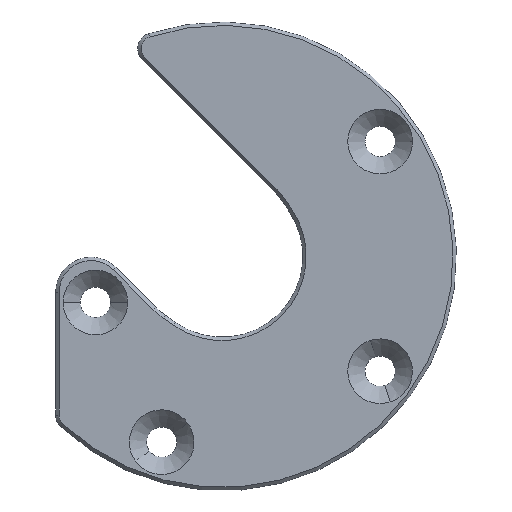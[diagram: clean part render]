
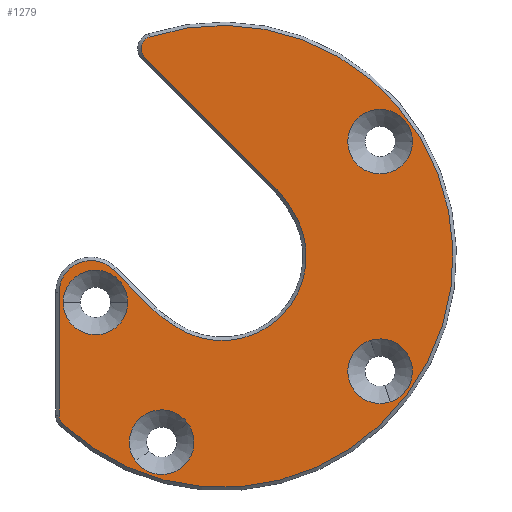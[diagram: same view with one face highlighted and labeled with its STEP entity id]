
A CAD part, front view. The second image highlights one B-rep face of the part: STEP entity #1279.
In plain terms, the highlighted planar face has unit normal (0, -1, 0).
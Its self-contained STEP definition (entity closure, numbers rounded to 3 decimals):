
#54=CARTESIAN_POINT('',(23.461,0.,17.046));
#55=DIRECTION('',(0.,1.,0.));
#56=DIRECTION('',(-1.,0.,0.));
#57=AXIS2_PLACEMENT_3D('',#54,#55,#56);
#63=CARTESIAN_POINT('',(23.461,0.,17.046));
#64=DIRECTION('',(0.,1.,0.));
#65=DIRECTION('',(1.,0.,0.));
#66=AXIS2_PLACEMENT_3D('',#63,#64,#65);
#71=CARTESIAN_POINT('',(23.461,0.,-17.046));
#72=DIRECTION('',(0.,1.,0.));
#73=DIRECTION('',(-0.309,0.,0.951));
#74=AXIS2_PLACEMENT_3D('',#71,#72,#73);
#79=CARTESIAN_POINT('',(23.461,0.,-17.046));
#80=DIRECTION('',(0.,1.,0.));
#81=DIRECTION('',(0.309,0.,-0.951));
#82=AXIS2_PLACEMENT_3D('',#79,#80,#81);
#87=CARTESIAN_POINT('',(-8.961,0.,-27.581));
#88=DIRECTION('',(0.,1.,0.));
#89=DIRECTION('',(0.809,0.,0.588));
#90=AXIS2_PLACEMENT_3D('',#87,#88,#89);
#95=CARTESIAN_POINT('',(-8.961,0.,-27.581));
#96=DIRECTION('',(0.,1.,0.));
#97=DIRECTION('',(-0.809,0.,-0.588));
#98=AXIS2_PLACEMENT_3D('',#95,#96,#97);
#103=DIRECTION('',(0.707,0.,-0.707));
#104=VECTOR('',#103,8.43);
#105=CARTESIAN_POINT('',(-16.091,0.,
-2.011));
#106=LINE('',#105,#104);
#110=CARTESIAN_POINT('',(-2.706,0.,-0.547));
#111=DIRECTION('',(0.,-1.,0.));
#112=DIRECTION('',(-0.707,0.,-0.707));
#113=AXIS2_PLACEMENT_3D('',#110,#111,#112);
#118=DIRECTION('',(0.819,0.,-0.574));
#119=VECTOR('',#118,1.903);
#120=CARTESIAN_POINT('',(-8.728,0.,
-9.148));
#121=LINE('',#120,#119);
#125=CARTESIAN_POINT('',(0.,0.,0.));
#126=DIRECTION('',(0.,-1.,0.));
#127=DIRECTION('',(-0.574,0.,-0.819));
#128=AXIS2_PLACEMENT_3D('',#125,#126,#127);
#133=DIRECTION('',(-0.574,0.,0.819));
#134=VECTOR('',#133,1.903);
#135=CARTESIAN_POINT('',(10.239,0.,7.17));
#136=LINE('',#135,#134);
#140=CARTESIAN_POINT('',(0.547,0.,2.706));
#141=DIRECTION('',(0.,-1.,0.));
#142=DIRECTION('',(0.819,0.,0.574));
#143=AXIS2_PLACEMENT_3D('',#140,#141,#142);
#148=DIRECTION('',(-0.707,0.,0.707));
#149=VECTOR('',#148,27.51);
#150=CARTESIAN_POINT('',(7.972,0.,10.13));
#151=LINE('',#150,#149);
#155=CARTESIAN_POINT('',(-10.208,0.,30.855));
#156=DIRECTION('',(0.,1.,0.));
#157=DIRECTION('',(-0.707,0.,-0.707));
#158=AXIS2_PLACEMENT_3D('',#155,#156,#157);
#163=CARTESIAN_POINT('',(0.,0.,
0.));
#164=DIRECTION('',(0.,1.,0.));
#165=DIRECTION('',(-0.314,0.,0.949));
#166=AXIS2_PLACEMENT_3D('',#163,#164,#165);
#171=CARTESIAN_POINT('',(-22.4,0.,-23.548));
#172=DIRECTION('',(0.,1.,0.));
#173=DIRECTION('',(-0.689,0.,-0.725));
#174=AXIS2_PLACEMENT_3D('',#171,#172,#173);
#179=DIRECTION('',(0.,0.,1.));
#180=VECTOR('',#179,18.178);
#181=CARTESIAN_POINT('',(-24.2,0.,-23.548));
#182=LINE('',#181,#180);
#186=CARTESIAN_POINT('',(-19.45,0.,-5.369));
#187=DIRECTION('',(0.,1.,0.));
#188=DIRECTION('',(-1.,0.,0.));
#189=AXIS2_PLACEMENT_3D('',#186,#187,#188);
#194=CARTESIAN_POINT('',(-18.794,0.,-6.84));
#195=DIRECTION('',(0.,1.,0.));
#196=DIRECTION('',(-1.,0.,0.));
#197=AXIS2_PLACEMENT_3D('',#194,#195,#196);
#202=CARTESIAN_POINT('',(-18.794,0.,-6.84));
#203=DIRECTION('',(0.,1.,0.));
#204=DIRECTION('',(1.,0.,0.));
#205=AXIS2_PLACEMENT_3D('',#202,#203,#204);
#1080=CARTESIAN_POINT('',(18.661,0.,17.046));
#1081=CARTESIAN_POINT('',(28.261,0.,17.046));
#1082=VERTEX_POINT('',#1080);
#1083=VERTEX_POINT('',#1081);
#1092=CARTESIAN_POINT('',(21.978,0.,-12.481));
#1093=CARTESIAN_POINT('',(24.945,0.,-21.611));
#1094=VERTEX_POINT('',#1092);
#1095=VERTEX_POINT('',#1093);
#1104=CARTESIAN_POINT('',(-5.078,0.,-24.759));
#1105=CARTESIAN_POINT('',(-12.845,0.,-30.402));
#1106=VERTEX_POINT('',#1104);
#1107=VERTEX_POINT('',#1105);
#1112=CARTESIAN_POINT('',(-16.091,0.,
-2.011));
#1113=CARTESIAN_POINT('',(-10.13,0.,-7.972));
#1114=VERTEX_POINT('',#1112);
#1115=VERTEX_POINT('',#1113);
#1120=CARTESIAN_POINT('',(7.972,0.,10.13));
#1121=CARTESIAN_POINT('',(-11.481,0.,
29.583));
#1122=VERTEX_POINT('',#1120);
#1123=VERTEX_POINT('',#1121);
#1128=CARTESIAN_POINT('',(-24.2,0.,-23.548));
#1129=CARTESIAN_POINT('',(-24.2,0.,-5.369));
#1130=VERTEX_POINT('',#1128);
#1131=VERTEX_POINT('',#1129);
#1136=CARTESIAN_POINT('',(-23.641,0.,-24.852));
#1137=VERTEX_POINT('',#1136);
#1140=CARTESIAN_POINT('',(-10.773,0.,
32.564));
#1141=VERTEX_POINT('',#1140);
#1152=CARTESIAN_POINT('',(-23.594,0.,-6.84));
#1153=CARTESIAN_POINT('',(-13.994,0.,-6.84));
#1154=VERTEX_POINT('',#1152);
#1155=VERTEX_POINT('',#1153);
#1208=CARTESIAN_POINT('',(-8.728,0.,-9.148));
#1209=VERTEX_POINT('',#1208);
#1212=CARTESIAN_POINT('',(-7.17,0.,-10.239));
#1213=VERTEX_POINT('',#1212);
#1216=CARTESIAN_POINT('',(10.239,0.,7.17));
#1217=VERTEX_POINT('',#1216);
#1220=CARTESIAN_POINT('',(9.148,0.,8.728));
#1221=VERTEX_POINT('',#1220);
#1224=CARTESIAN_POINT('',(0.,0.,0.));
#1225=DIRECTION('',(0.,-1.,0.));
#1226=DIRECTION('',(1.,0.,0.));
#1227=AXIS2_PLACEMENT_3D('',#1224,#1225,#1226);
#1228=PLANE('',#1227);
#1230=ORIENTED_EDGE('',*,*,#1229,.T.);
#1232=ORIENTED_EDGE('',*,*,#1231,.T.);
#1234=ORIENTED_EDGE('',*,*,#1233,.T.);
#1236=ORIENTED_EDGE('',*,*,#1235,.T.);
#1238=ORIENTED_EDGE('',*,*,#1237,.T.);
#1240=ORIENTED_EDGE('',*,*,#1239,.T.);
#1242=ORIENTED_EDGE('',*,*,#1241,.T.);
#1244=ORIENTED_EDGE('',*,*,#1243,.T.);
#1246=ORIENTED_EDGE('',*,*,#1245,.T.);
#1248=ORIENTED_EDGE('',*,*,#1247,.T.);
#1250=ORIENTED_EDGE('',*,*,#1249,.T.);
#1252=ORIENTED_EDGE('',*,*,#1251,.T.);
#1253=EDGE_LOOP('',(#1230,#1232,#1234,#1236,#1238,#1240,#1242,#1244,#1246,#1248,
#1250,#1252));
#1254=FACE_OUTER_BOUND('',#1253,.F.);
#1256=ORIENTED_EDGE('',*,*,#1255,.F.);
#1258=ORIENTED_EDGE('',*,*,#1257,.F.);
#1259=EDGE_LOOP('',(#1256,#1258));
#1260=FACE_BOUND('',#1259,.F.);
#1262=ORIENTED_EDGE('',*,*,#1261,.F.);
#1264=ORIENTED_EDGE('',*,*,#1263,.F.);
#1265=EDGE_LOOP('',(#1262,#1264));
#1266=FACE_BOUND('',#1265,.F.);
#1268=ORIENTED_EDGE('',*,*,#1267,.F.);
#1270=ORIENTED_EDGE('',*,*,#1269,.F.);
#1271=EDGE_LOOP('',(#1268,#1270));
#1272=FACE_BOUND('',#1271,.F.);
#1274=ORIENTED_EDGE('',*,*,#1273,.F.);
#1276=ORIENTED_EDGE('',*,*,#1275,.F.);
#1277=EDGE_LOOP('',(#1274,#1276));
#1278=FACE_BOUND('',#1277,.F.);
#58=CIRCLE('',#57,4.8);
#67=CIRCLE('',#66,4.8);
#75=CIRCLE('',#74,4.8);
#83=CIRCLE('',#82,4.8);
#91=CIRCLE('',#90,4.8);
#99=CIRCLE('',#98,4.8);
#114=CIRCLE('',#113,10.5);
#129=CIRCLE('',#128,12.5);
#144=CIRCLE('',#143,10.5);
#159=CIRCLE('',#158,1.8);
#167=CIRCLE('',#166,34.3);
#175=CIRCLE('',#174,1.8);
#190=CIRCLE('',#189,4.75);
#198=CIRCLE('',#197,4.8);
#206=CIRCLE('',#205,4.8);
#1229=EDGE_CURVE('',#1114,#1115,#106,.T.);
#1231=EDGE_CURVE('',#1115,#1209,#114,.T.);
#1233=EDGE_CURVE('',#1209,#1213,#121,.T.);
#1235=EDGE_CURVE('',#1213,#1217,#129,.T.);
#1237=EDGE_CURVE('',#1217,#1221,#136,.T.);
#1239=EDGE_CURVE('',#1221,#1122,#144,.T.);
#1241=EDGE_CURVE('',#1122,#1123,#151,.T.);
#1243=EDGE_CURVE('',#1123,#1141,#159,.T.);
#1245=EDGE_CURVE('',#1141,#1137,#167,.T.);
#1247=EDGE_CURVE('',#1137,#1130,#175,.T.);
#1249=EDGE_CURVE('',#1130,#1131,#182,.T.);
#1251=EDGE_CURVE('',#1131,#1114,#190,.T.);
#1255=EDGE_CURVE('',#1094,#1095,#75,.T.);
#1257=EDGE_CURVE('',#1095,#1094,#83,.T.);
#1261=EDGE_CURVE('',#1106,#1107,#91,.T.);
#1263=EDGE_CURVE('',#1107,#1106,#99,.T.);
#1267=EDGE_CURVE('',#1082,#1083,#58,.T.);
#1269=EDGE_CURVE('',#1083,#1082,#67,.T.);
#1273=EDGE_CURVE('',#1154,#1155,#198,.T.);
#1275=EDGE_CURVE('',#1155,#1154,#206,.T.);
#1279=ADVANCED_FACE('',(#1254,#1260,#1266,#1272,#1278),#1228,.T.);
